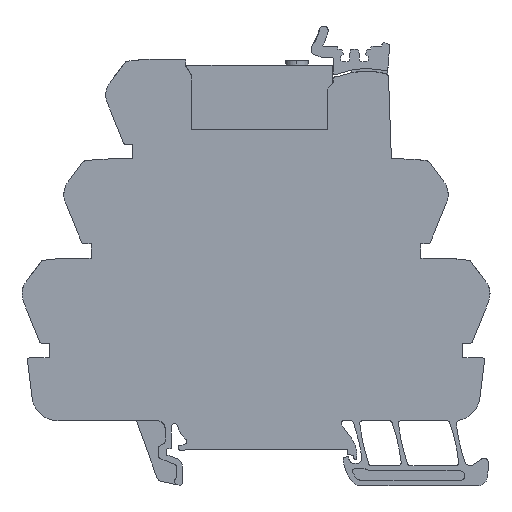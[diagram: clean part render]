
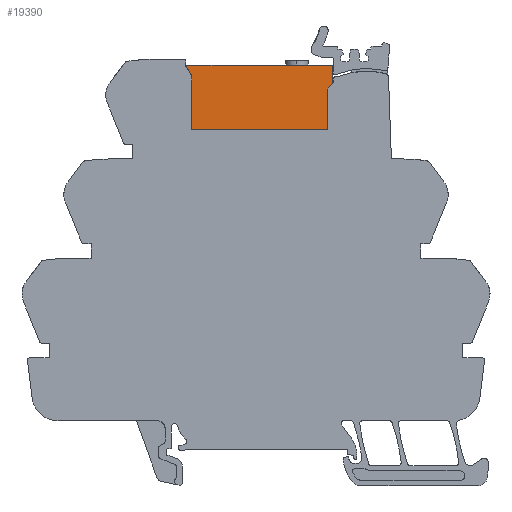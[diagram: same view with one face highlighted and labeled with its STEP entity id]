
A CAD part, left-side view. The second image highlights one B-rep face of the part: STEP entity #19390.
In plain terms, the highlighted planar face has unit normal (-1, 0, 0).
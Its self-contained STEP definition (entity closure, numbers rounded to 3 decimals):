
#19365=AXIS2_PLACEMENT_3D('Plane Axis2P3D',#19362,#19363,#19364) ;
#9611=CARTESIAN_POINT('Vertex',(0.58,56.984,78.3)) ;
#9614=CARTESIAN_POINT('Line Origine',(0.58,57.431,79.075)) ;
#9618=CARTESIAN_POINT('Vertex',(0.58,57.879,79.85)) ;
#9639=CARTESIAN_POINT('Vertex',(0.58,56.984,68.)) ;
#9642=CARTESIAN_POINT('Line Origine',(0.58,56.984,73.15)) ;
#9664=CARTESIAN_POINT('Vertex',(0.58,30.984,68.)) ;
#9667=CARTESIAN_POINT('Line Origine',(0.58,43.984,68.)) ;
#9684=CARTESIAN_POINT('Vertex',(0.58,30.984,75.8)) ;
#9687=CARTESIAN_POINT('Line Origine',(0.58,30.984,71.9)) ;
#9711=CARTESIAN_POINT('Vertex',(0.58,30.079,76.879)) ;
#9714=CARTESIAN_POINT('Line Origine',(0.58,30.081,76.876)) ;
#9718=CARTESIAN_POINT('Vertex',(0.58,30.084,76.873)) ;
#9721=CARTESIAN_POINT('Line Origine',(0.58,30.534,76.336)) ;
#19334=CARTESIAN_POINT('Line Origine',(0.58,30.079,78.631)) ;
#19338=CARTESIAN_POINT('Vertex',(0.58,30.079,80.383)) ;
#19362=CARTESIAN_POINT('Axis2P3D Location',(0.58,-0.474,-1.017)) ;
#19367=CARTESIAN_POINT('Line Origine',(0.58,43.979,80.383)) ;
#19371=CARTESIAN_POINT('Vertex',(0.58,57.879,80.383)) ;
#19374=CARTESIAN_POINT('Line Origine',(0.58,57.879,80.116)) ;
#9615=DIRECTION('Vector Direction',(0.,-0.5,-0.866)) ;
#9643=DIRECTION('Vector Direction',(0.,0.,-1.)) ;
#9668=DIRECTION('Vector Direction',(0.,1.,0.)) ;
#9688=DIRECTION('Vector Direction',(0.,0.,1.)) ;
#9715=DIRECTION('Vector Direction',(0.,0.643,-0.766)) ;
#9722=DIRECTION('Vector Direction',(0.,0.643,-0.766)) ;
#19335=DIRECTION('Vector Direction',(0.,0.,-1.)) ;
#19363=DIRECTION('Axis2P3D Direction',(1.,0.,0.)) ;
#19364=DIRECTION('Axis2P3D XDirection',(0.,1.,0.)) ;
#19368=DIRECTION('Vector Direction',(0.,1.,0.)) ;
#19375=DIRECTION('Vector Direction',(0.,0.,1.)) ;
#9616=VECTOR('Line Direction',#9615,1.) ;
#9644=VECTOR('Line Direction',#9643,1.) ;
#9669=VECTOR('Line Direction',#9668,1.) ;
#9689=VECTOR('Line Direction',#9688,1.) ;
#9716=VECTOR('Line Direction',#9715,1.) ;
#9723=VECTOR('Line Direction',#9722,1.) ;
#19336=VECTOR('Line Direction',#19335,1.) ;
#19369=VECTOR('Line Direction',#19368,1.) ;
#19376=VECTOR('Line Direction',#19375,1.) ;
#19380=ORIENTED_EDGE('',*,*,#9620,.T.) ;
#19381=ORIENTED_EDGE('',*,*,#9646,.T.) ;
#19382=ORIENTED_EDGE('',*,*,#9671,.T.) ;
#19383=ORIENTED_EDGE('',*,*,#9691,.T.) ;
#19384=ORIENTED_EDGE('',*,*,#9725,.F.) ;
#19385=ORIENTED_EDGE('',*,*,#9720,.F.) ;
#19386=ORIENTED_EDGE('',*,*,#19340,.F.) ;
#19387=ORIENTED_EDGE('',*,*,#19373,.F.) ;
#19388=ORIENTED_EDGE('',*,*,#19378,.F.) ;
#19390=ADVANCED_FACE('SOCKEL',(#19389),#19366,.F.) ;
#9620=EDGE_CURVE('',#9619,#9612,#9617,.T.) ;
#9646=EDGE_CURVE('',#9612,#9640,#9645,.T.) ;
#9671=EDGE_CURVE('',#9640,#9665,#9670,.F.) ;
#9691=EDGE_CURVE('',#9665,#9685,#9690,.T.) ;
#9720=EDGE_CURVE('',#9712,#9719,#9717,.T.) ;
#9725=EDGE_CURVE('',#9719,#9685,#9724,.T.) ;
#19340=EDGE_CURVE('',#19339,#9712,#19337,.T.) ;
#19373=EDGE_CURVE('',#19372,#19339,#19370,.F.) ;
#19378=EDGE_CURVE('',#9619,#19372,#19377,.T.) ;
#19379=EDGE_LOOP('',(#19380,#19381,#19382,#19383,#19384,#19385,#19386,#19387,#19388)) ;
#19389=FACE_OUTER_BOUND('',#19379,.T.) ;
#9617=LINE('Line',#9614,#9616) ;
#9645=LINE('Line',#9642,#9644) ;
#9670=LINE('Line',#9667,#9669) ;
#9690=LINE('Line',#9687,#9689) ;
#9717=LINE('Line',#9714,#9716) ;
#9724=LINE('Line',#9721,#9723) ;
#19337=LINE('Line',#19334,#19336) ;
#19370=LINE('Line',#19367,#19369) ;
#19377=LINE('Line',#19374,#19376) ;
#19366=PLANE('',#19365) ;
#9612=VERTEX_POINT('',#9611) ;
#9619=VERTEX_POINT('',#9618) ;
#9640=VERTEX_POINT('',#9639) ;
#9665=VERTEX_POINT('',#9664) ;
#9685=VERTEX_POINT('',#9684) ;
#9712=VERTEX_POINT('',#9711) ;
#9719=VERTEX_POINT('',#9718) ;
#19339=VERTEX_POINT('',#19338) ;
#19372=VERTEX_POINT('',#19371) ;
